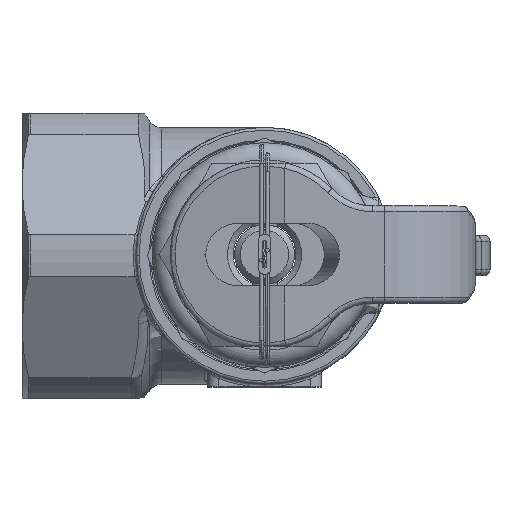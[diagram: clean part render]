
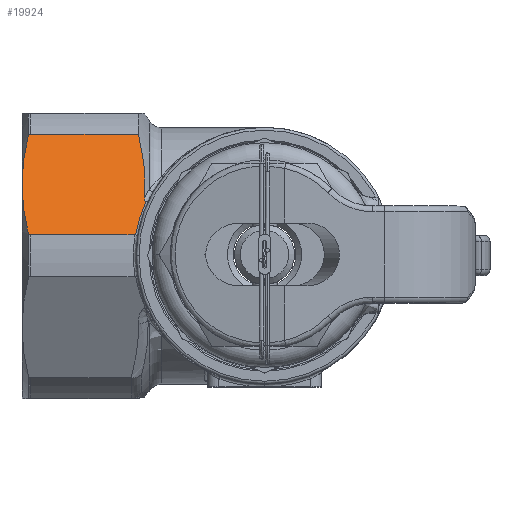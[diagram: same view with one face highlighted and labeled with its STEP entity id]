
A CAD part, top view. The second image highlights one B-rep face of the part: STEP entity #19924.
In plain terms, the highlighted planar face has unit normal (0, 0.5, 0.866).
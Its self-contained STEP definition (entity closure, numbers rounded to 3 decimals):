
#16744=CARTESIAN_POINT('',(-22.695,3.668,26.75));
#16745=VERTEX_POINT('',#16744);
#16798=CARTESIAN_POINT('',(-22.577,3.634,26.77));
#16799=VERTEX_POINT('',#16798);
#16810=CARTESIAN_POINT('',(-22.577,3.634,26.77));
#16811=CARTESIAN_POINT('',(-22.611,3.655,26.757));
#16812=CARTESIAN_POINT('',(-22.652,3.668,26.75));
#16813=CARTESIAN_POINT('',(-22.695,3.668,26.75));
#16814=B_SPLINE_CURVE_WITH_KNOTS('',3,(#16810,#16811,#16812,#16813),.UNSPECIFIED.,.F.,.F.,(4,4),(0.002,0.002),.UNSPECIFIED.);
#16815=EDGE_CURVE('NONE',#16799,#16745,#16814,.T.);
#17937=CARTESIAN_POINT('',(-41.372,3.776,26.687));
#17938=VERTEX_POINT('',#17937);
#17955=CARTESIAN_POINT('',(-41.,3.668,26.75));
#17956=VERTEX_POINT('',#17955);
#17964=CARTESIAN_POINT('',(-41.,3.668,26.75));
#17965=CARTESIAN_POINT('',(-41.132,3.668,26.75));
#17966=CARTESIAN_POINT('',(-41.263,3.712,26.725));
#17967=CARTESIAN_POINT('',(-41.372,3.776,26.687));
#17968=B_SPLINE_CURVE_WITH_KNOTS('',3,(#17964,#17965,#17966,#17967),.UNSPECIFIED.,.F.,.F.,(4,4),(0.001,0.001),.UNSPECIFIED.);
#17969=EDGE_CURVE('NONE',#17956,#17938,#17968,.T.);
#17979=CARTESIAN_POINT('',(-41.372,21.224,16.614));
#17980=VERTEX_POINT('',#17979);
#17990=CARTESIAN_POINT('',(-41.,21.332,16.552));
#17991=VERTEX_POINT('',#17990);
#17992=CARTESIAN_POINT('',(-41.372,21.224,16.614));
#17993=CARTESIAN_POINT('',(-41.263,21.289,16.576));
#17994=CARTESIAN_POINT('',(-41.132,21.332,16.552));
#17995=CARTESIAN_POINT('',(-41.,21.332,16.552));
#17996=B_SPLINE_CURVE_WITH_KNOTS('',3,(#17992,#17993,#17994,#17995),.UNSPECIFIED.,.F.,.F.,(4,4),(0.022,0.022),.UNSPECIFIED.);
#17997=EDGE_CURVE('NONE',#17980,#17991,#17996,.T.);
#18147=CARTESIAN_POINT('',(-22.695,3.668,26.75));
#18148=DIRECTION('',(-1.,0.,0.));
#18149=VECTOR('',#18148,18.305);
#18150=LINE('',#18147,#18149);
#18151=EDGE_CURVE('NONE',#16745,#17956,#18150,.T.);
#18163=CARTESIAN_POINT('',(-22.098,21.332,16.552));
#18164=VERTEX_POINT('',#18163);
#18165=CARTESIAN_POINT('',(-41.,21.332,16.552));
#18166=DIRECTION('',(1.,-0.,-0.));
#18167=VECTOR('',#18166,18.902);
#18168=LINE('',#18165,#18167);
#18169=EDGE_CURVE('NONE',#17991,#18164,#18168,.T.);
#18273=CARTESIAN_POINT('',(-42.5,12.5,21.651));
#18274=VERTEX_POINT('',#18273);
#18333=CARTESIAN_POINT('',(-21.029,10.136,23.015));
#18334=VERTEX_POINT('',#18333);
#18335=CARTESIAN_POINT('',(-22.098,21.332,16.552));
#18336=CARTESIAN_POINT('',(-21.632,19.482,17.62));
#18337=CARTESIAN_POINT('',(-21.291,17.625,18.692));
#18338=CARTESIAN_POINT('',(-20.921,13.894,20.846));
#18339=CARTESIAN_POINT('',(-20.893,12.02,21.928));
#18340=CARTESIAN_POINT('',(-21.029,10.136,23.015));
#18341=B_SPLINE_CURVE_WITH_KNOTS('',3,(#18335,#18336,#18337,#18338,#18339,#18340),.UNSPECIFIED.,.F.,.F.,(4,2,4),(0.,0.006,0.013),.UNSPECIFIED.);
#18342=EDGE_CURVE('NONE',#18164,#18334,#18341,.T.);
#19869=CARTESIAN_POINT('',(22.5,25.,14.434));
#19870=DIRECTION('',(0.,0.5,0.866));
#19871=DIRECTION('',(0.,-0.866,0.5));
#19872=AXIS2_PLACEMENT_3D('',#19869,#19870,#19871);
#19873=PLANE('',#19872);
#19874=ORIENTED_EDGE('',*,*,#16815,.F.);
#19875=CARTESIAN_POINT('',(-20.734,9.522,23.37));
#19876=VERTEX_POINT('',#19875);
#19877=CARTESIAN_POINT('',(-22.577,3.634,26.77));
#19878=CARTESIAN_POINT('',(-22.23,5.673,25.592));
#19879=CARTESIAN_POINT('',(-21.612,7.648,24.452));
#19880=CARTESIAN_POINT('',(-20.734,9.522,23.37));
#19881=(BOUNDED_CURVE()
B_SPLINE_CURVE(3,(#19877,#19878,#19879,#19880),.UNSPECIFIED.,.F.,.F.)
B_SPLINE_CURVE_WITH_KNOTS((4,4),(1.739,2.009),.UNSPECIFIED.)
CURVE()
GEOMETRIC_REPRESENTATION_ITEM()
RATIONAL_B_SPLINE_CURVE((1.,0.994,0.994,1.))
REPRESENTATION_ITEM(''));
#19882=EDGE_CURVE('NONE',#16799,#19876,#19881,.T.);
#19883=ORIENTED_EDGE('',*,*,#19882,.T.);
#19884=CARTESIAN_POINT('',(-20.734,9.522,23.37));
#19885=CARTESIAN_POINT('',(-20.77,9.519,23.372));
#19886=CARTESIAN_POINT('',(-20.806,9.525,23.368));
#19887=CARTESIAN_POINT('',(-20.871,9.553,23.352));
#19888=CARTESIAN_POINT('',(-20.897,9.575,23.339));
#19889=CARTESIAN_POINT('',(-20.962,9.649,23.297));
#19890=CARTESIAN_POINT('',(-20.986,9.709,23.262));
#19891=CARTESIAN_POINT('',(-21.036,9.89,23.158));
#19892=CARTESIAN_POINT('',(-21.038,10.013,23.086));
#19893=CARTESIAN_POINT('',(-21.029,10.136,23.015));
#19894=B_SPLINE_CURVE_WITH_KNOTS('',3,(#19884,#19885,#19886,#19887,#19888,#19889,#19890,#19891,#19892,#19893),.UNSPECIFIED.,.F.,.F.,(4,2,2,2,4),(0.001,0.001,0.001,0.001,0.002),.UNSPECIFIED.);
#19895=EDGE_CURVE('NONE',#19876,#18334,#19894,.T.);
#19896=ORIENTED_EDGE('',*,*,#19895,.T.);
#19897=ORIENTED_EDGE('',*,*,#18342,.F.);
#19898=ORIENTED_EDGE('',*,*,#18169,.F.);
#19899=ORIENTED_EDGE('',*,*,#17997,.F.);
#19900=CARTESIAN_POINT('',(-42.5,12.5,21.651));
#19901=CARTESIAN_POINT('',(-42.5,13.227,21.231));
#19902=CARTESIAN_POINT('',(-42.475,13.956,20.81));
#19903=CARTESIAN_POINT('',(-42.378,15.417,19.966));
#19904=CARTESIAN_POINT('',(-42.304,16.15,19.543));
#19905=CARTESIAN_POINT('',(-42.015,18.34,18.279));
#19906=CARTESIAN_POINT('',(-41.73,19.787,17.443));
#19907=CARTESIAN_POINT('',(-41.372,21.224,16.614));
#19908=B_SPLINE_CURVE_WITH_KNOTS('',3,(#19900,#19901,#19902,#19903,#19904,#19905,#19906,#19907),.UNSPECIFIED.,.F.,.F.,(4,2,2,4),(0.011,0.013,0.016,0.021),.UNSPECIFIED.);
#19909=EDGE_CURVE('NONE',#18274,#17980,#19908,.T.);
#19910=ORIENTED_EDGE('',*,*,#19909,.F.);
#19911=CARTESIAN_POINT('',(-41.372,3.776,26.687));
#19912=CARTESIAN_POINT('',(-41.732,5.22,25.854));
#19913=CARTESIAN_POINT('',(-42.016,6.668,25.018));
#19914=CARTESIAN_POINT('',(-42.4,9.575,23.339));
#19915=CARTESIAN_POINT('',(-42.5,11.035,22.497));
#19916=CARTESIAN_POINT('',(-42.5,12.5,21.651));
#19917=B_SPLINE_CURVE_WITH_KNOTS('',3,(#19911,#19912,#19913,#19914,#19915,#19916),.UNSPECIFIED.,.F.,.F.,(4,2,4),(0.,0.006,0.011),.UNSPECIFIED.);
#19918=EDGE_CURVE('NONE',#17938,#18274,#19917,.T.);
#19919=ORIENTED_EDGE('',*,*,#19918,.F.);
#19920=ORIENTED_EDGE('',*,*,#17969,.F.);
#19921=ORIENTED_EDGE('',*,*,#18151,.F.);
#19922=EDGE_LOOP('',(#19874,#19883,#19896,#19897,#19898,#19899,#19910,#19919,#19920,#19921));
#19923=FACE_BOUND('',#19922,.T.);
#19924=ADVANCED_FACE('NONE',(#19923),#19873,.T.);
